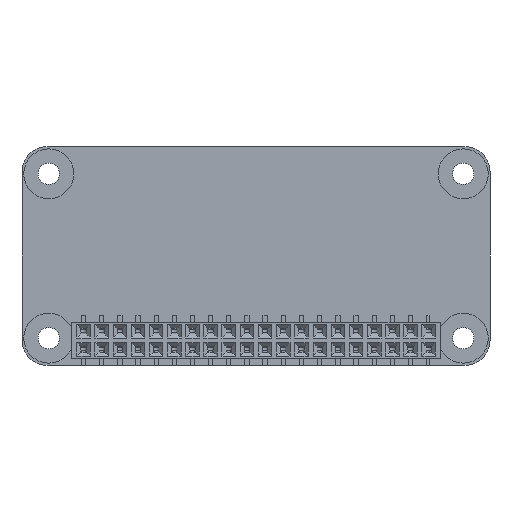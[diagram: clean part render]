
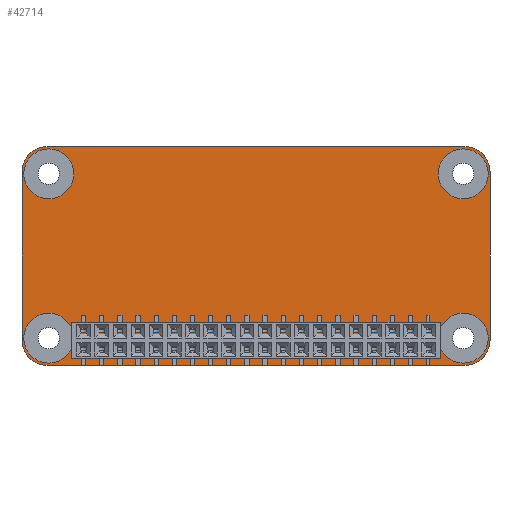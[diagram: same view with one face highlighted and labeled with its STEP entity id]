
A CAD part, front view. The second image highlights one B-rep face of the part: STEP entity #42714.
In plain terms, the highlighted planar face has unit normal (0, -1, 0).
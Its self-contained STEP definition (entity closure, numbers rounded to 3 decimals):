
#103=FACE_BOUND('',#5247,.T.);
#104=FACE_BOUND('',#5248,.T.);
#105=FACE_BOUND('',#5249,.T.);
#106=FACE_BOUND('',#5250,.T.);
#342=CIRCLE('',#44891,1.5);
#344=CIRCLE('',#44894,1.5);
#346=CIRCLE('',#44897,1.5);
#348=CIRCLE('',#44900,1.5);
#349=CIRCLE('',#44902,3.5);
#351=CIRCLE('',#44906,3.5);
#353=CIRCLE('',#44910,3.5);
#355=CIRCLE('',#44914,3.5);
#3127=FACE_OUTER_BOUND('',#5246,.T.);
#5246=EDGE_LOOP('',(#29618,#29619,#29620,#29621,#29622,#29623,#29624,#29625));
#5247=EDGE_LOOP('',(#29626));
#5248=EDGE_LOOP('',(#29627));
#5249=EDGE_LOOP('',(#29628));
#5250=EDGE_LOOP('',(#29629));
#7741=LINE('',#60099,#13259);
#7745=LINE('',#60111,#13263);
#7749=LINE('',#60123,#13267);
#7753=LINE('',#60134,#13271);
#13259=VECTOR('',#48159,10.);
#13263=VECTOR('',#48171,10.);
#13267=VECTOR('',#48183,10.);
#13271=VECTOR('',#48195,10.);
#18722=VERTEX_POINT('',#60067);
#18724=VERTEX_POINT('',#60073);
#18726=VERTEX_POINT('',#60079);
#18728=VERTEX_POINT('',#60085);
#18729=VERTEX_POINT('',#60089);
#18730=VERTEX_POINT('',#60090);
#18733=VERTEX_POINT('',#60098);
#18735=VERTEX_POINT('',#60104);
#18737=VERTEX_POINT('',#60110);
#18739=VERTEX_POINT('',#60116);
#18741=VERTEX_POINT('',#60122);
#18743=VERTEX_POINT('',#60128);
#22844=EDGE_CURVE('',#18722,#18722,#342,.T.);
#22847=EDGE_CURVE('',#18724,#18724,#344,.T.);
#22850=EDGE_CURVE('',#18726,#18726,#346,.T.);
#22853=EDGE_CURVE('',#18728,#18728,#348,.T.);
#22854=EDGE_CURVE('',#18729,#18730,#349,.T.);
#22858=EDGE_CURVE('',#18729,#18733,#7741,.T.);
#22861=EDGE_CURVE('',#18735,#18733,#351,.T.);
#22864=EDGE_CURVE('',#18735,#18737,#7745,.T.);
#22867=EDGE_CURVE('',#18739,#18737,#353,.T.);
#22870=EDGE_CURVE('',#18739,#18741,#7749,.T.);
#22873=EDGE_CURVE('',#18743,#18741,#355,.T.);
#22876=EDGE_CURVE('',#18730,#18743,#7753,.T.);
#29618=ORIENTED_EDGE('',*,*,#22876,.F.);
#29619=ORIENTED_EDGE('',*,*,#22854,.F.);
#29620=ORIENTED_EDGE('',*,*,#22858,.T.);
#29621=ORIENTED_EDGE('',*,*,#22861,.F.);
#29622=ORIENTED_EDGE('',*,*,#22864,.T.);
#29623=ORIENTED_EDGE('',*,*,#22867,.F.);
#29624=ORIENTED_EDGE('',*,*,#22870,.T.);
#29625=ORIENTED_EDGE('',*,*,#22873,.F.);
#29626=ORIENTED_EDGE('',*,*,#22853,.F.);
#29627=ORIENTED_EDGE('',*,*,#22850,.F.);
#29628=ORIENTED_EDGE('',*,*,#22847,.F.);
#29629=ORIENTED_EDGE('',*,*,#22844,.F.);
#40847=PLANE('',#44918);
#42714=ADVANCED_FACE('',(#3127,#103,#104,#105,#106),#40847,.F.);
#44891=AXIS2_PLACEMENT_3D('',#60069,#48126,#48127);
#44894=AXIS2_PLACEMENT_3D('',#60075,#48133,#48134);
#44897=AXIS2_PLACEMENT_3D('',#60081,#48140,#48141);
#44900=AXIS2_PLACEMENT_3D('',#60087,#48147,#48148);
#44902=AXIS2_PLACEMENT_3D('',#60091,#48151,#48152);
#44906=AXIS2_PLACEMENT_3D('',#60105,#48164,#48165);
#44910=AXIS2_PLACEMENT_3D('',#60117,#48176,#48177);
#44914=AXIS2_PLACEMENT_3D('',#60129,#48188,#48189);
#44918=AXIS2_PLACEMENT_3D('',#60137,#48199,#48200);
#48126=DIRECTION('center_axis',(0.,-1.,0.));
#48127=DIRECTION('ref_axis',(1.,0.,0.));
#48133=DIRECTION('center_axis',(0.,-1.,0.));
#48134=DIRECTION('ref_axis',(1.,0.,0.));
#48140=DIRECTION('center_axis',(0.,-1.,0.));
#48141=DIRECTION('ref_axis',(1.,0.,0.));
#48147=DIRECTION('center_axis',(0.,-1.,0.));
#48148=DIRECTION('ref_axis',(1.,0.,0.));
#48151=DIRECTION('center_axis',(0.,1.,0.));
#48152=DIRECTION('ref_axis',(0.,0.,-1.));
#48159=DIRECTION('',(1.,0.,0.));
#48164=DIRECTION('center_axis',(0.,1.,0.));
#48165=DIRECTION('ref_axis',(1.,0.,0.));
#48171=DIRECTION('',(0.,0.,1.));
#48176=DIRECTION('center_axis',(0.,1.,0.));
#48177=DIRECTION('ref_axis',(0.,0.,1.));
#48183=DIRECTION('',(-1.,0.,0.));
#48188=DIRECTION('center_axis',(0.,1.,0.));
#48189=DIRECTION('ref_axis',(-1.,0.,0.));
#48195=DIRECTION('',(0.,0.,1.));
#48199=DIRECTION('center_axis',(0.,1.,0.));
#48200=DIRECTION('ref_axis',(1.,0.,0.));
#60067=CARTESIAN_POINT('',(-30.5,0.,11.5));
#60069=CARTESIAN_POINT('Origin',(-29.,0.,11.5));
#60073=CARTESIAN_POINT('',(27.5,0.,-11.5));
#60075=CARTESIAN_POINT('Origin',(29.,0.,-11.5));
#60079=CARTESIAN_POINT('',(-30.5,0.,-11.5));
#60081=CARTESIAN_POINT('Origin',(-29.,0.,-11.5));
#60085=CARTESIAN_POINT('',(27.5,0.,11.5));
#60087=CARTESIAN_POINT('Origin',(29.,0.,11.5));
#60089=CARTESIAN_POINT('',(-29.25,0.,-15.3));
#60090=CARTESIAN_POINT('',(-32.75,0.,-11.8));
#60091=CARTESIAN_POINT('Origin',(-29.25,0.,-11.8));
#60098=CARTESIAN_POINT('',(29.25,0.,-15.3));
#60099=CARTESIAN_POINT('',(0.,0.,-15.3));
#60104=CARTESIAN_POINT('',(32.75,0.,-11.8));
#60105=CARTESIAN_POINT('Origin',(29.25,0.,-11.8));
#60110=CARTESIAN_POINT('',(32.75,0.,11.8));
#60111=CARTESIAN_POINT('',(32.75,0.,0.));
#60116=CARTESIAN_POINT('',(29.25,0.,15.3));
#60117=CARTESIAN_POINT('Origin',(29.25,0.,11.8));
#60122=CARTESIAN_POINT('',(-29.25,0.,15.3));
#60123=CARTESIAN_POINT('',(0.,0.,15.3));
#60128=CARTESIAN_POINT('',(-32.75,0.,11.8));
#60129=CARTESIAN_POINT('Origin',(-29.25,0.,11.8));
#60134=CARTESIAN_POINT('',(-32.75,0.,0.));
#60137=CARTESIAN_POINT('Origin',(0.,0.,0.));
